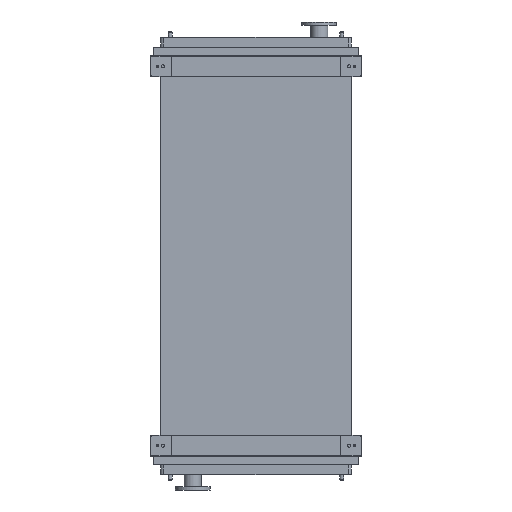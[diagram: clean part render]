
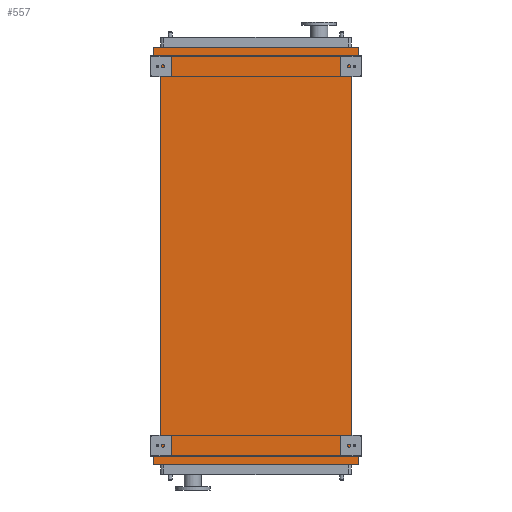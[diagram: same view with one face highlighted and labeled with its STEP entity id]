
A CAD part, front view. The second image highlights one B-rep face of the part: STEP entity #557.
In plain terms, the highlighted planar face has unit normal (0, -1, 0).
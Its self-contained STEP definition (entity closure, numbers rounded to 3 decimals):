
#305 = ORIENTED_EDGE ( 'NONE', *, *, #23282, .F. ) ;
#335 = DIRECTION ( 'NONE',  ( -0.655, 0., -0.755 ) ) ;
#509 = VECTOR ( 'NONE', #335, 1000. ) ;
#557 = ADVANCED_FACE ( 'NONE', ( #12200 ), #19770, .T. ) ;
#770 = CARTESIAN_POINT ( 'NONE',  ( 651., 0., 95. ) ) ;
#1216 = VERTEX_POINT ( 'NONE', #7400 ) ;
#1406 = DIRECTION ( 'NONE',  ( 0., 0., 1. ) ) ;
#1860 = LINE ( 'NONE', #20376, #20606 ) ;
#3138 = VERTEX_POINT ( 'NONE', #14945 ) ;
#3168 = EDGE_CURVE ( 'NONE', #22702, #21292, #6421, .T. ) ;
#3245 = CARTESIAN_POINT ( 'NONE',  ( 651., 0., 53. ) ) ;
#3308 = CARTESIAN_POINT ( 'NONE',  ( -605., 0., -2450. ) ) ;
#3445 = CARTESIAN_POINT ( 'NONE',  ( 605., 0., -2450. ) ) ;
#4212 = EDGE_CURVE ( 'NONE', #6694, #3138, #5804, .T. ) ;
#4290 = VECTOR ( 'NONE', #12903, 1000. ) ;
#4344 = CARTESIAN_POINT ( 'NONE',  ( -651., 0., 95. ) ) ;
#4644 = VECTOR ( 'NONE', #18334, 1000. ) ;
#4822 = EDGE_CURVE ( 'NONE', #9647, #22702, #21583, .T. ) ;
#4948 = EDGE_CURVE ( 'NONE', #5225, #6694, #18617, .T. ) ;
#5225 = VERTEX_POINT ( 'NONE', #8664 ) ;
#5227 = DIRECTION ( 'NONE',  ( 0., 0., -1. ) ) ;
#5278 = ORIENTED_EDGE ( 'NONE', *, *, #7000, .F. ) ;
#5340 = DIRECTION ( 'NONE',  ( 0., 0., 1. ) ) ;
#5545 = LINE ( 'NONE', #16212, #19865 ) ;
#5804 = LINE ( 'NONE', #10827, #10181 ) ;
#5931 = CARTESIAN_POINT ( 'NONE',  ( 651., 0., -2545. ) ) ;
#6421 = LINE ( 'NONE', #11427, #20782 ) ;
#6444 = EDGE_LOOP ( 'NONE', ( #11980, #22752, #20094, #12099, #21994, #305, #5278, #7746, #19305, #24149, #12216, #10066 ) ) ;
#6640 = VECTOR ( 'NONE', #23936, 1000. ) ;
#6694 = VERTEX_POINT ( 'NONE', #5931 ) ;
#6910 = DIRECTION ( 'NONE',  ( 0.655, 0., -0.755 ) ) ;
#7000 = EDGE_CURVE ( 'NONE', #9910, #18787, #20303, .T. ) ;
#7378 = CARTESIAN_POINT ( 'NONE',  ( 651., 0., -2503. ) ) ;
#7400 = CARTESIAN_POINT ( 'NONE',  ( -651., 0., -2503. ) ) ;
#7419 = CARTESIAN_POINT ( 'NONE',  ( 605., 0., 0. ) ) ;
#7746 = ORIENTED_EDGE ( 'NONE', *, *, #9966, .F. ) ;
#7774 = VERTEX_POINT ( 'NONE', #3445 ) ;
#8664 = CARTESIAN_POINT ( 'NONE',  ( 651., 0., -2503. ) ) ;
#9013 = DIRECTION ( 'NONE',  ( -0.655, 0., 0.755 ) ) ;
#9611 = LINE ( 'NONE', #12757, #4644 ) ;
#9647 = VERTEX_POINT ( 'NONE', #4344 ) ;
#9651 = DIRECTION ( 'NONE',  ( 0., 0., -1. ) ) ;
#9794 = VECTOR ( 'NONE', #14074, 1000. ) ;
#9910 = VERTEX_POINT ( 'NONE', #22024 ) ;
#9966 = EDGE_CURVE ( 'NONE', #1216, #9910, #17470, .T. ) ;
#10066 = ORIENTED_EDGE ( 'NONE', *, *, #15577, .F. ) ;
#10181 = VECTOR ( 'NONE', #23965, 1000. ) ;
#10827 = CARTESIAN_POINT ( 'NONE',  ( 651., 0., -2545. ) ) ;
#11056 = LINE ( 'NONE', #22761, #509 ) ;
#11427 = CARTESIAN_POINT ( 'NONE',  ( 651., 0., 95. ) ) ;
#11980 = ORIENTED_EDGE ( 'NONE', *, *, #19595, .T. ) ;
#12099 = ORIENTED_EDGE ( 'NONE', *, *, #4822, .F. ) ;
#12200 = FACE_OUTER_BOUND ( 'NONE', #6444, .T. ) ;
#12216 = ORIENTED_EDGE ( 'NONE', *, *, #4948, .F. ) ;
#12563 = EDGE_CURVE ( 'NONE', #16210, #9647, #1860, .T. ) ;
#12635 = CARTESIAN_POINT ( 'NONE',  ( -605., 0., -2450. ) ) ;
#12757 = CARTESIAN_POINT ( 'NONE',  ( -651., 0., -2545. ) ) ;
#12903 = DIRECTION ( 'NONE',  ( 0., 0., -1. ) ) ;
#14074 = DIRECTION ( 'NONE',  ( 0., 0., 1. ) ) ;
#14166 = LINE ( 'NONE', #19666, #9794 ) ;
#14715 = VECTOR ( 'NONE', #1406, 1000. ) ;
#14945 = CARTESIAN_POINT ( 'NONE',  ( -651., 0., -2545. ) ) ;
#15577 = EDGE_CURVE ( 'NONE', #7774, #5225, #5545, .T. ) ;
#16210 = VERTEX_POINT ( 'NONE', #17027 ) ;
#16212 = CARTESIAN_POINT ( 'NONE',  ( 605., 0., -2450. ) ) ;
#16397 = DIRECTION ( 'NONE',  ( 0., -1., 0. ) ) ;
#16543 = EDGE_CURVE ( 'NONE', #3138, #1216, #9611, .T. ) ;
#16748 = EDGE_CURVE ( 'NONE', #21292, #17818, #11056, .T. ) ;
#17027 = CARTESIAN_POINT ( 'NONE',  ( -651., 0., 53. ) ) ;
#17470 = LINE ( 'NONE', #20201, #21908 ) ;
#17818 = VERTEX_POINT ( 'NONE', #7419 ) ;
#18239 = CARTESIAN_POINT ( 'NONE',  ( -651., 0., 95. ) ) ;
#18334 = DIRECTION ( 'NONE',  ( 0., 0., 1. ) ) ;
#18617 = LINE ( 'NONE', #7378, #4290 ) ;
#18699 = VECTOR ( 'NONE', #9013, 1000. ) ;
#18787 = VERTEX_POINT ( 'NONE', #21024 ) ;
#19305 = ORIENTED_EDGE ( 'NONE', *, *, #16543, .F. ) ;
#19553 = AXIS2_PLACEMENT_3D ( 'NONE', #12635, #16397, #5227 ) ;
#19595 = EDGE_CURVE ( 'NONE', #7774, #17818, #14166, .T. ) ;
#19666 = CARTESIAN_POINT ( 'NONE',  ( 605., 0., -2450. ) ) ;
#19770 = PLANE ( 'NONE',  #19553 ) ;
#19865 = VECTOR ( 'NONE', #6910, 1000. ) ;
#20094 = ORIENTED_EDGE ( 'NONE', *, *, #3168, .F. ) ;
#20201 = CARTESIAN_POINT ( 'NONE',  ( -651., 0., -2503. ) ) ;
#20229 = CARTESIAN_POINT ( 'NONE',  ( -605., 0., 0. ) ) ;
#20303 = LINE ( 'NONE', #3308, #14715 ) ;
#20376 = CARTESIAN_POINT ( 'NONE',  ( -651., 0., 53. ) ) ;
#20606 = VECTOR ( 'NONE', #5340, 1000. ) ;
#20782 = VECTOR ( 'NONE', #9651, 1000. ) ;
#21024 = CARTESIAN_POINT ( 'NONE',  ( -605., 0., 0. ) ) ;
#21292 = VERTEX_POINT ( 'NONE', #3245 ) ;
#21583 = LINE ( 'NONE', #18239, #6640 ) ;
#21908 = VECTOR ( 'NONE', #22187, 1000. ) ;
#21994 = ORIENTED_EDGE ( 'NONE', *, *, #12563, .F. ) ;
#22024 = CARTESIAN_POINT ( 'NONE',  ( -605., 0., -2450. ) ) ;
#22187 = DIRECTION ( 'NONE',  ( 0.655, 0., 0.755 ) ) ;
#22702 = VERTEX_POINT ( 'NONE', #770 ) ;
#22752 = ORIENTED_EDGE ( 'NONE', *, *, #16748, .F. ) ;
#22761 = CARTESIAN_POINT ( 'NONE',  ( 651., 0., 53. ) ) ;
#23282 = EDGE_CURVE ( 'NONE', #18787, #16210, #24310, .T. ) ;
#23936 = DIRECTION ( 'NONE',  ( 1., 0., 0. ) ) ;
#23965 = DIRECTION ( 'NONE',  ( -1., 0., 0. ) ) ;
#24149 = ORIENTED_EDGE ( 'NONE', *, *, #4212, .F. ) ;
#24310 = LINE ( 'NONE', #20229, #18699 ) ;
